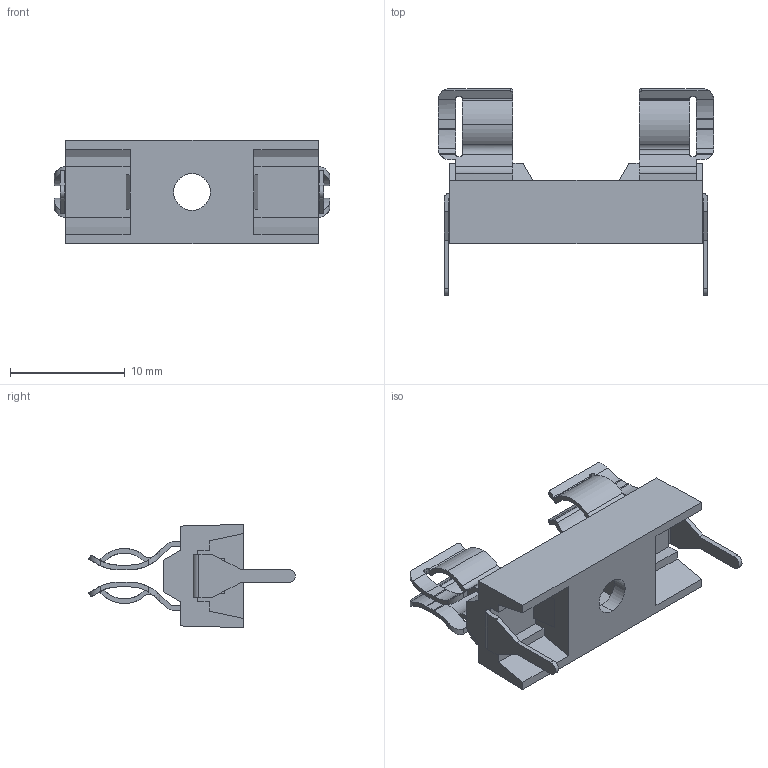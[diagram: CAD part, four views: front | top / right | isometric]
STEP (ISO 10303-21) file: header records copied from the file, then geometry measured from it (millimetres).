
FILE_DESCRIPTION (( 'STEP AP214' ), '1' );
FILE_NAME ('fuse_vdr-mar.STEP', '2020-05-15T17:17:02', ( '' ), ( '' ), 'SwSTEP 2.0', 'SolidWorks 2018', '' );
FILE_SCHEMA (( 'AUTOMOTIVE_DESIGN' ));
Length unit declared in the file: millimetre
Products named in the file (1): fuse_vdr-mar
Bounding box: 24 x 18 x 9 mm (x, y, z)
Volume: 720.1 mm3; surface area: 1514.7 mm2
Topology: 1 solids, 1 shells, 244 faces, 730 edges, 484 vertices
Faces by surface type: plane 138, cylinder 106
Entity records: 11312 total; most frequent: CARTESIAN_POINT 2208, ORIENTED_EDGE 1460, DIRECTION 1186, EDGE_CURVE 730, VERTEX_POINT 484, VECTOR 456, LINE 456, AXIS2_PLACEMENT_3D 365
